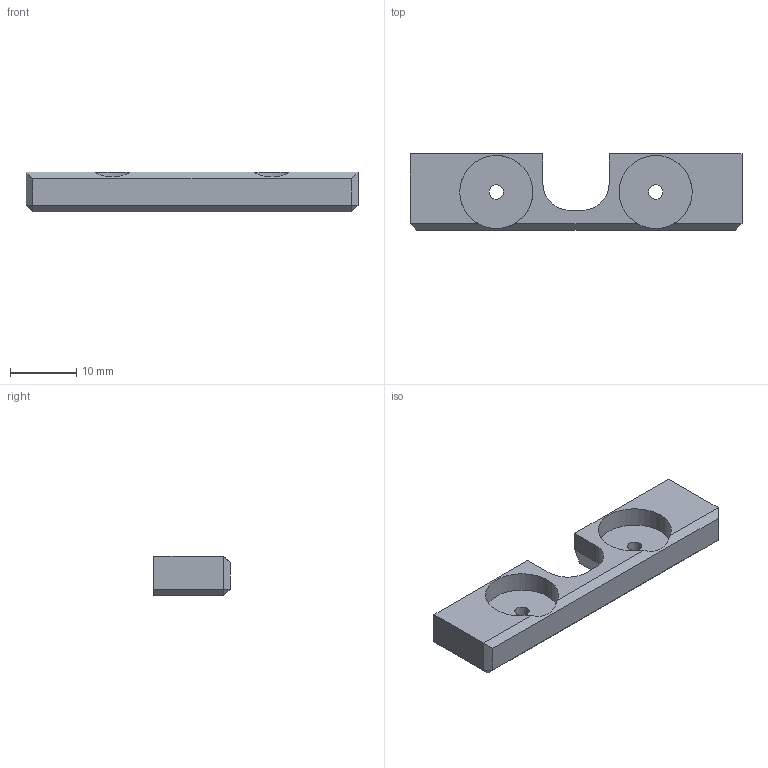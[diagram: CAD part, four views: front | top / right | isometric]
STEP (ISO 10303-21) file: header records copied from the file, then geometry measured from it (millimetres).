
FILE_DESCRIPTION(/* description */ ('Piezer pusher plate with cutout'),/* implementation_level */ '2;1');
FILE_NAME(/* name */ 'FAB-OX0021-PiezoPusher-Plate-cutout.stp',/* time_stamp */ '2020-02-10T11:59:49+00:00',/* author */ ('whgu0532'),/* organization */ (''),/* preprocessor_version */ 'ST-DEVELOPER v18',/* originating_system */ 'Autodesk Inventor 2020',/* authorisation */ '');
FILE_SCHEMA (('AUTOMOTIVE_DESIGN { 1 0 10303 214 3 1 1 }'));
Length unit declared in the file: millimetre
Products named in the file (1): FAB-OX0021
Bounding box: 50 x 11.5 x 6 mm (x, y, z)
Volume: 2288.4 mm3; surface area: 1937.4 mm2
Topology: 1 solids, 1 shells, 31 faces, 77 edges, 48 vertices
Faces by surface type: plane 23, cylinder 6, cone 2
Full cylindrical faces by diameter (mm): 2.156 x2, 11 x2
Entity records: 960 total; most frequent: DIRECTION 161, CARTESIAN_POINT 157, ORIENTED_EDGE 154, EDGE_CURVE 77, LINE 57, VECTOR 57, AXIS2_PLACEMENT_3D 52, VERTEX_POINT 48
